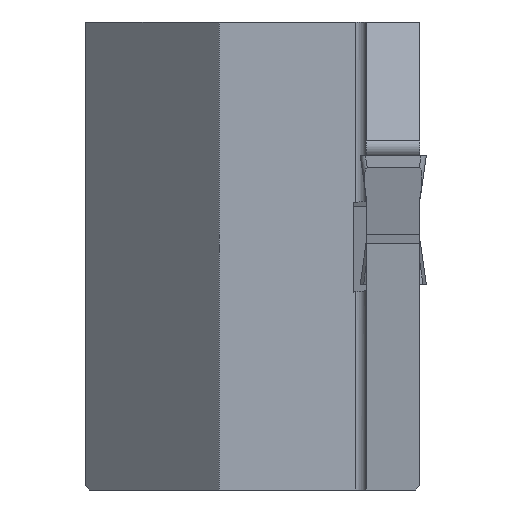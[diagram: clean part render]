
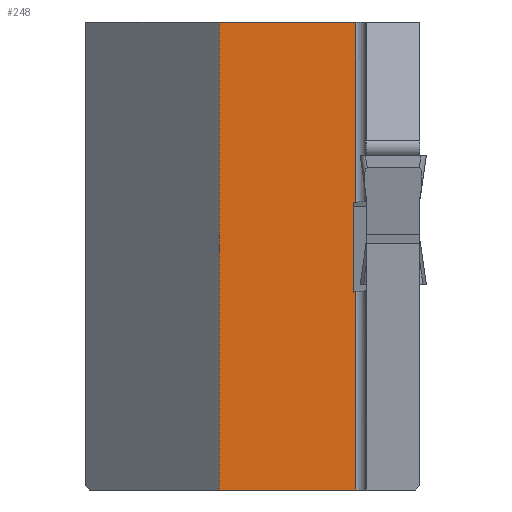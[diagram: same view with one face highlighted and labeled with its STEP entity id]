
A CAD part, left-side view. The second image highlights one B-rep face of the part: STEP entity #248.
In plain terms, the highlighted planar face has unit normal (-1, 0, 0).
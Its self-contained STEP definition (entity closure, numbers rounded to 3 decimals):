
#248=ADVANCED_FACE('',(#356),#306,.F.);
#306=PLANE('',#1285);
#356=FACE_OUTER_BOUND('',#414,.T.);
#414=EDGE_LOOP('',(#562,#563,#564,#565,#566,#567,#568,#569));
#562=ORIENTED_EDGE('',*,*,#895,.T.);
#563=ORIENTED_EDGE('',*,*,#916,.T.);
#564=ORIENTED_EDGE('',*,*,#917,.T.);
#565=ORIENTED_EDGE('',*,*,#918,.T.);
#566=ORIENTED_EDGE('',*,*,#919,.F.);
#567=ORIENTED_EDGE('',*,*,#920,.T.);
#568=ORIENTED_EDGE('',*,*,#872,.F.);
#569=ORIENTED_EDGE('',*,*,#921,.T.);
#776=VERTEX_POINT('',#1669);
#777=VERTEX_POINT('',#1671);
#793=VERTEX_POINT('',#1715);
#794=VERTEX_POINT('',#1717);
#800=VERTEX_POINT('',#1757);
#801=VERTEX_POINT('',#1759);
#802=VERTEX_POINT('',#1761);
#803=VERTEX_POINT('',#1763);
#872=EDGE_CURVE('',#776,#777,#1017,.T.);
#895=EDGE_CURVE('',#794,#793,#1037,.T.);
#916=EDGE_CURVE('',#793,#800,#1056,.T.);
#917=EDGE_CURVE('',#800,#801,#1057,.T.);
#918=EDGE_CURVE('',#801,#802,#1058,.T.);
#919=EDGE_CURVE('',#803,#802,#1059,.T.);
#920=EDGE_CURVE('',#803,#777,#1060,.T.);
#921=EDGE_CURVE('',#776,#794,#1061,.T.);
#1017=LINE('',#1670,#1147);
#1037=LINE('',#1716,#1167);
#1056=LINE('',#1756,#1186);
#1057=LINE('',#1758,#1187);
#1058=LINE('',#1760,#1188);
#1059=LINE('',#1762,#1189);
#1060=LINE('',#1764,#1190);
#1061=LINE('',#1765,#1191);
#1147=VECTOR('',#1368,1.);
#1167=VECTOR('',#1406,1.);
#1186=VECTOR('',#1455,1.);
#1187=VECTOR('',#1456,1.);
#1188=VECTOR('',#1457,1.);
#1189=VECTOR('',#1458,1.);
#1190=VECTOR('',#1459,1.);
#1191=VECTOR('',#1460,1.);
#1285=AXIS2_PLACEMENT_3D('',#1766,#1461,#1462);
#1368=DIRECTION('',(0.,-1.,0.));
#1406=DIRECTION('',(0.,-1.,0.));
#1455=DIRECTION('',(0.,0.,1.));
#1456=DIRECTION('',(0.,1.,0.));
#1457=DIRECTION('',(0.,0.,1.));
#1458=DIRECTION('',(0.,1.,0.));
#1459=DIRECTION('',(0.,0.,1.));
#1460=DIRECTION('',(0.,0.,-1.));
#1461=DIRECTION('',(1.,0.,0.));
#1462=DIRECTION('',(0.,0.,-1.));
#1669=CARTESIAN_POINT('',(26.,-10.,10.));
#1670=CARTESIAN_POINT('',(26.,9.,10.));
#1671=CARTESIAN_POINT('',(26.,-20.2,10.));
#1715=CARTESIAN_POINT('',(26.,-20.2,-25.));
#1716=CARTESIAN_POINT('',(26.,9.,-25.));
#1717=CARTESIAN_POINT('',(26.,-10.,-25.));
#1756=CARTESIAN_POINT('',(26.,-20.2,-10.169));
#1757=CARTESIAN_POINT('',(26.,-20.2,-10.169));
#1758=CARTESIAN_POINT('',(26.,-20.,-10.169));
#1759=CARTESIAN_POINT('',(26.,-20.,-10.169));
#1760=CARTESIAN_POINT('',(26.,-20.,10.));
#1761=CARTESIAN_POINT('',(26.,-20.,-3.468));
#1762=CARTESIAN_POINT('',(26.,9.,-3.468));
#1763=CARTESIAN_POINT('',(26.,-20.2,-3.468));
#1764=CARTESIAN_POINT('',(26.,-20.2,10.));
#1765=CARTESIAN_POINT('',(26.,-10.,-30.));
#1766=CARTESIAN_POINT('',(26.,9.,-25.));
